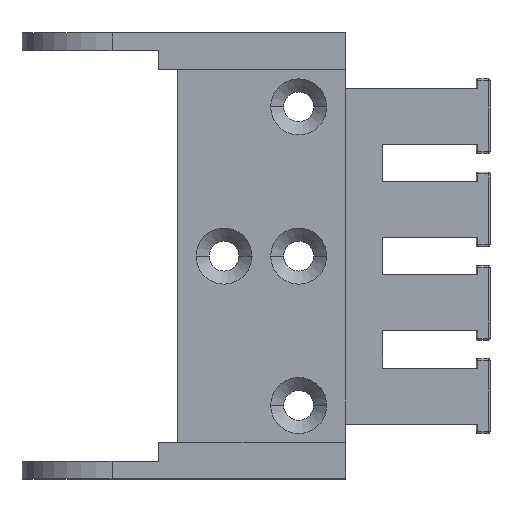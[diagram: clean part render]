
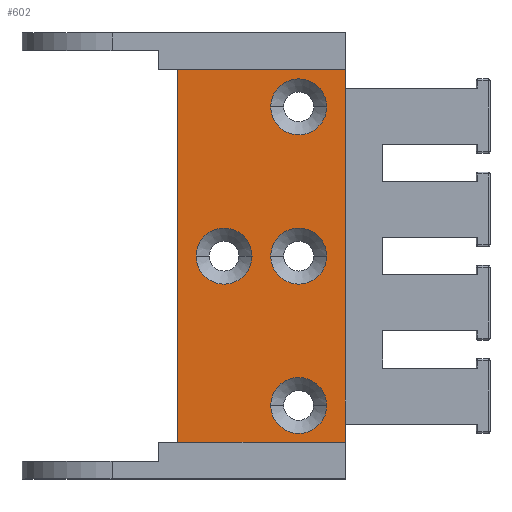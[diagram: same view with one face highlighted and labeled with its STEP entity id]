
A CAD part, top view. The second image highlights one B-rep face of the part: STEP entity #602.
In plain terms, the highlighted planar face has unit normal (0, 0, 1).
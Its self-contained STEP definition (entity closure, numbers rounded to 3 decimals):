
#602=ADVANCED_FACE('',(#1198,#1199,#1200,#1201,#1202),#1203,.F.);
#1198=FACE_BOUND('',#1781,.T.);
#1199=FACE_BOUND('',#1782,.T.);
#1200=FACE_BOUND('',#1783,.T.);
#1201=FACE_BOUND('',#1784,.T.);
#1202=FACE_OUTER_BOUND('',#1785,.T.);
#1203=PLANE('',#1786);
#1781=EDGE_LOOP('',(#3389,#3390));
#1782=EDGE_LOOP('',(#3391,#3392));
#1783=EDGE_LOOP('',(#3393,#3394));
#1784=EDGE_LOOP('',(#3395,#3396));
#1785=EDGE_LOOP('',(#3397,#3398,#3399,#3400,#3401,#3402));
#1786=AXIS2_PLACEMENT_3D('',#3403,#3404,#3405);
#3389=ORIENTED_EDGE('',*,*,#3473,.T.);
#3390=ORIENTED_EDGE('',*,*,#3874,.T.);
#3391=ORIENTED_EDGE('',*,*,#3469,.T.);
#3392=ORIENTED_EDGE('',*,*,#3877,.T.);
#3393=ORIENTED_EDGE('',*,*,#3455,.T.);
#3394=ORIENTED_EDGE('',*,*,#3884,.T.);
#3395=ORIENTED_EDGE('',*,*,#3451,.T.);
#3396=ORIENTED_EDGE('',*,*,#3887,.T.);
#3397=ORIENTED_EDGE('',*,*,#3864,.T.);
#3398=ORIENTED_EDGE('',*,*,#3821,.T.);
#3399=ORIENTED_EDGE('',*,*,#3862,.T.);
#3400=ORIENTED_EDGE('',*,*,#3946,.F.);
#3401=ORIENTED_EDGE('',*,*,#4030,.F.);
#3402=ORIENTED_EDGE('',*,*,#3961,.F.);
#3403=CARTESIAN_POINT('',(16.0,0.0,-7.35));
#3404=DIRECTION('',(0.0,0.0,-1.0));
#3405=DIRECTION('',(0.0,1.0,0.0));
#3451=EDGE_CURVE('',#4106,#4108,#4110,.T.);
#3455=EDGE_CURVE('',#4112,#4114,#4116,.T.);
#3469=EDGE_CURVE('',#4136,#4138,#4140,.T.);
#3473=EDGE_CURVE('',#4142,#4144,#4146,.T.);
#3821=EDGE_CURVE('',#4626,#4265,#4627,.T.);
#3862=EDGE_CURVE('',#4265,#4683,#4685,.T.);
#3864=EDGE_CURVE('',#4687,#4626,#4688,.T.);
#3874=EDGE_CURVE('',#4144,#4142,#4705,.T.);
#3877=EDGE_CURVE('',#4138,#4136,#4708,.T.);
#3884=EDGE_CURVE('',#4114,#4112,#4715,.T.);
#3887=EDGE_CURVE('',#4108,#4106,#4718,.T.);
#3946=EDGE_CURVE('',#4800,#4683,#4801,.T.);
#3961=EDGE_CURVE('',#4687,#4818,#4819,.T.);
#4030=EDGE_CURVE('',#4818,#4800,#4913,.T.);
#4106=VERTEX_POINT('',#5005);
#4108=VERTEX_POINT('',#5008);
#4110=CIRCLE('',#5011,3.0);
#4112=VERTEX_POINT('',#5013);
#4114=VERTEX_POINT('',#5016);
#4116=CIRCLE('',#5019,3.0);
#4136=VERTEX_POINT('',#5043);
#4138=VERTEX_POINT('',#5046);
#4140=CIRCLE('',#5049,3.0);
#4142=VERTEX_POINT('',#5051);
#4144=VERTEX_POINT('',#5054);
#4146=CIRCLE('',#5057,3.0);
#4265=VERTEX_POINT('',#5208);
#4626=VERTEX_POINT('',#5670);
#4627=LINE('',#5671,#5672);
#4683=VERTEX_POINT('',#5757);
#4685=LINE('',#5760,#5761);
#4687=VERTEX_POINT('',#5763);
#4688=LINE('',#5764,#5765);
#4705=CIRCLE('',#5790,3.0);
#4708=CIRCLE('',#5793,3.0);
#4715=CIRCLE('',#5800,3.0);
#4718=CIRCLE('',#5803,3.0);
#4800=VERTEX_POINT('',#5920);
#4801=LINE('',#5921,#5922);
#4818=VERTEX_POINT('',#5945);
#4819=LINE('',#5946,#5947);
#4913=LINE('',#6083,#6084);
#5005=CARTESIAN_POINT('',(23.0,0.0,-7.35));
#5008=CARTESIAN_POINT('',(17.0,0.,-7.35));
#5011=AXIS2_PLACEMENT_3D('',#6153,#6154,#6155);
#5013=CARTESIAN_POINT('',(15.0,0.0,-7.35));
#5016=CARTESIAN_POINT('',(9.0,0.,-7.35));
#5019=AXIS2_PLACEMENT_3D('',#6158,#6159,#6160);
#5043=CARTESIAN_POINT('',(23.0,16.0,-7.35));
#5046=CARTESIAN_POINT('',(17.0,16.0,-7.35));
#5049=AXIS2_PLACEMENT_3D('',#6179,#6180,#6181);
#5051=CARTESIAN_POINT('',(23.0,-16.0,-7.35));
#5054=CARTESIAN_POINT('',(17.0,-16.0,-7.35));
#5057=AXIS2_PLACEMENT_3D('',#6184,#6185,#6186);
#5208=CARTESIAN_POINT('',(25.0,18.0,-7.35));
#5670=CARTESIAN_POINT('',(25.0,-18.0,-7.35));
#5671=CARTESIAN_POINT('',(25.0,0.0,-7.35));
#5672=VECTOR('',#6632,1.0);
#5757=CARTESIAN_POINT('',(25.0,20.0,-7.35));
#5760=CARTESIAN_POINT('',(25.0,0.0,-7.35));
#5761=VECTOR('',#6663,1.0);
#5763=CARTESIAN_POINT('',(25.0,-20.0,-7.35));
#5764=CARTESIAN_POINT('',(25.0,0.0,-7.35));
#5765=VECTOR('',#6664,1.0);
#5790=AXIS2_PLACEMENT_3D('',#6673,#6674,#6675);
#5793=AXIS2_PLACEMENT_3D('',#6679,#6680,#6681);
#5800=AXIS2_PLACEMENT_3D('',#6691,#6692,#6693);
#5803=AXIS2_PLACEMENT_3D('',#6697,#6698,#6699);
#5920=CARTESIAN_POINT('',(7.0,20.0,-7.35));
#5921=CARTESIAN_POINT('',(16.0,20.0,-7.35));
#5922=VECTOR('',#6753,1.0);
#5945=CARTESIAN_POINT('',(7.0,-20.0,-7.35));
#5946=CARTESIAN_POINT('',(16.0,-20.0,-7.35));
#5947=VECTOR('',#6769,1.0);
#6083=CARTESIAN_POINT('',(7.0,0.0,-7.35));
#6084=VECTOR('',#6830,1.0);
#6153=CARTESIAN_POINT('',(20.0,0.0,-7.35));
#6154=DIRECTION('',(0.0,0.0,-1.0));
#6155=DIRECTION('',(1.0,0.0,0.0));
#6158=CARTESIAN_POINT('',(12.0,0.0,-7.35));
#6159=DIRECTION('',(0.0,0.0,-1.0));
#6160=DIRECTION('',(1.0,0.0,0.0));
#6179=CARTESIAN_POINT('',(20.0,16.0,-7.35));
#6180=DIRECTION('',(0.0,0.0,-1.0));
#6181=DIRECTION('',(1.0,0.0,0.0));
#6184=CARTESIAN_POINT('',(20.0,-16.0,-7.35));
#6185=DIRECTION('',(0.0,0.0,-1.0));
#6186=DIRECTION('',(1.0,0.0,0.0));
#6632=DIRECTION('',(0.0,1.0,0.0));
#6663=DIRECTION('',(0.0,1.0,0.0));
#6664=DIRECTION('',(0.0,1.0,0.0));
#6673=CARTESIAN_POINT('',(20.0,-16.0,-7.35));
#6674=DIRECTION('',(0.0,0.0,-1.0));
#6675=DIRECTION('',(1.0,0.0,0.0));
#6679=CARTESIAN_POINT('',(20.0,16.0,-7.35));
#6680=DIRECTION('',(0.0,0.0,-1.0));
#6681=DIRECTION('',(1.0,0.0,0.0));
#6691=CARTESIAN_POINT('',(12.0,0.0,-7.35));
#6692=DIRECTION('',(0.0,0.0,-1.0));
#6693=DIRECTION('',(1.0,0.0,0.0));
#6697=CARTESIAN_POINT('',(20.0,0.0,-7.35));
#6698=DIRECTION('',(0.0,0.0,-1.0));
#6699=DIRECTION('',(1.0,0.0,0.0));
#6753=DIRECTION('',(1.0,0.0,0.0));
#6769=DIRECTION('',(-1.0,0.0,0.0));
#6830=DIRECTION('',(0.0,1.0,0.0));
